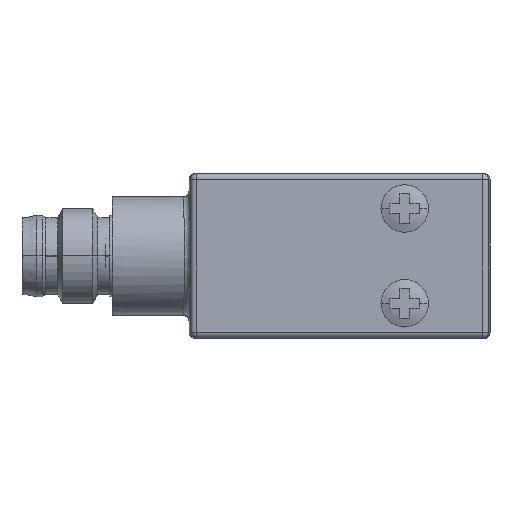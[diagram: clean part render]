
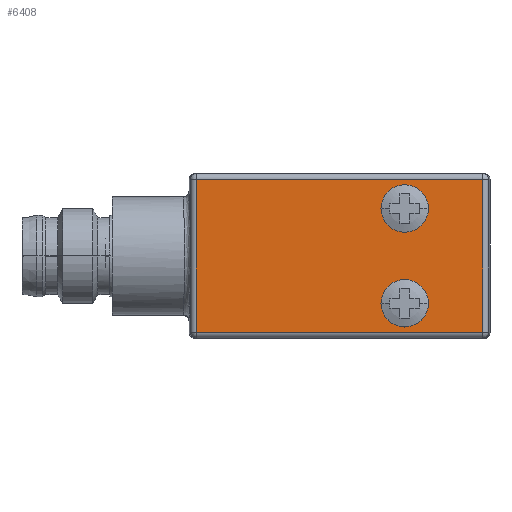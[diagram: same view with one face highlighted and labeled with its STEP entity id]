
A CAD part, top view. The second image highlights one B-rep face of the part: STEP entity #6408.
In plain terms, the highlighted planar face has unit normal (0, 0, 1).
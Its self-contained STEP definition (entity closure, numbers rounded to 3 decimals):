
#2218=CARTESIAN_POINT('',(-4.2,4.,2.9));
#2219=DIRECTION('',(0.,0.,1.));
#2220=DIRECTION('',(0.,1.,0.));
#2221=AXIS2_PLACEMENT_3D('',#2218,#2219,#2220);
#2613=CARTESIAN_POINT('',(-4.2,4.,2.9));
#2614=DIRECTION('',(0.,0.,1.));
#2615=DIRECTION('',(0.,-1.,0.));
#2616=AXIS2_PLACEMENT_3D('',#2613,#2614,#2615);
#2636=DIRECTION('',(-1.,0.,0.));
#2637=VECTOR('',#2636,24.194);
#2638=CARTESIAN_POINT('',(2.397,-6.45,2.9));
#2639=LINE('',#2638,#2637);
#2674=DIRECTION('',(0.,-1.,0.));
#2675=VECTOR('',#2674,12.9);
#2676=CARTESIAN_POINT('',(2.397,6.45,2.9));
#2677=LINE('',#2676,#2675);
#2926=DIRECTION('',(-1.,0.,0.));
#2927=VECTOR('',#2926,24.194);
#2928=CARTESIAN_POINT('',(2.397,6.45,2.9));
#2929=LINE('',#2928,#2927);
#2956=DIRECTION('',(0.,1.,0.));
#2957=VECTOR('',#2956,12.9);
#2958=CARTESIAN_POINT('',(-21.797,-6.45,2.9));
#2959=LINE('',#2958,#2957);
#5019=CARTESIAN_POINT('',(-4.2,-4.,2.9));
#5020=DIRECTION('',(0.,0.,1.));
#5021=DIRECTION('',(0.,-1.,0.));
#5022=AXIS2_PLACEMENT_3D('',#5019,#5020,#5021);
#5072=CARTESIAN_POINT('',(-4.2,-4.,2.9));
#5073=DIRECTION('',(0.,0.,1.));
#5074=DIRECTION('',(0.,1.,0.));
#5075=AXIS2_PLACEMENT_3D('',#5072,#5073,#5074);
#5502=CARTESIAN_POINT('',(2.397,-6.45,2.9));
#5503=CARTESIAN_POINT('',(-21.797,-6.45,2.9));
#5504=VERTEX_POINT('',#5502);
#5505=VERTEX_POINT('',#5503);
#5514=CARTESIAN_POINT('',(-21.797,6.45,2.9));
#5515=VERTEX_POINT('',#5514);
#5520=CARTESIAN_POINT('',(2.397,6.45,2.9));
#5521=VERTEX_POINT('',#5520);
#5554=CARTESIAN_POINT('',(-4.2,-5.085,2.9));
#5555=CARTESIAN_POINT('',(-4.2,-2.915,2.9));
#5556=VERTEX_POINT('',#5554);
#5557=VERTEX_POINT('',#5555);
#5558=CARTESIAN_POINT('',(-4.2,5.085,2.9));
#5559=CARTESIAN_POINT('',(-4.2,2.915,2.9));
#5560=VERTEX_POINT('',#5558);
#5561=VERTEX_POINT('',#5559);
#6383=CARTESIAN_POINT('',(3.,0.,2.9));
#6384=DIRECTION('',(0.,0.,-1.));
#6385=DIRECTION('',(0.,1.,0.));
#6386=AXIS2_PLACEMENT_3D('',#6383,#6384,#6385);
#6387=PLANE('',#6386);
#6389=ORIENTED_EDGE('',*,*,#6388,.T.);
#6391=ORIENTED_EDGE('',*,*,#6390,.T.);
#6393=ORIENTED_EDGE('',*,*,#6392,.F.);
#6395=ORIENTED_EDGE('',*,*,#6394,.T.);
#6396=EDGE_LOOP('',(#6389,#6391,#6393,#6395));
#6397=FACE_OUTER_BOUND('',#6396,.F.);
#6399=ORIENTED_EDGE('',*,*,#6398,.T.);
#6401=ORIENTED_EDGE('',*,*,#6400,.T.);
#6402=EDGE_LOOP('',(#6399,#6401));
#6403=FACE_BOUND('',#6402,.F.);
#6404=ORIENTED_EDGE('',*,*,#6369,.T.);
#6405=ORIENTED_EDGE('',*,*,#5914,.T.);
#6406=EDGE_LOOP('',(#6404,#6405));
#6407=FACE_BOUND('',#6406,.F.);
#6408=ADVANCED_FACE('',(#6397,#6403,#6407),#6387,.F.);
#2222=CIRCLE('',#2221,1.085);
#2617=CIRCLE('',#2616,1.085);
#5023=CIRCLE('',#5022,1.085);
#5076=CIRCLE('',#5075,1.085);
#5914=EDGE_CURVE('',#5560,#5561,#2222,.T.);
#6369=EDGE_CURVE('',#5561,#5560,#2617,.T.);
#6388=EDGE_CURVE('',#5504,#5505,#2639,.T.);
#6390=EDGE_CURVE('',#5505,#5515,#2959,.T.);
#6392=EDGE_CURVE('',#5521,#5515,#2929,.T.);
#6394=EDGE_CURVE('',#5521,#5504,#2677,.T.);
#6398=EDGE_CURVE('',#5556,#5557,#5023,.T.);
#6400=EDGE_CURVE('',#5557,#5556,#5076,.T.);
